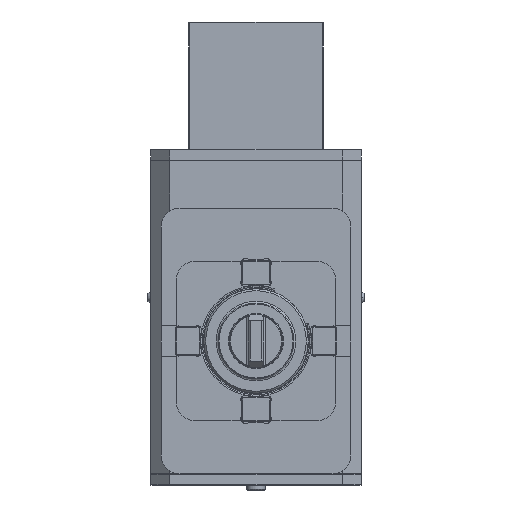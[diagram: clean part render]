
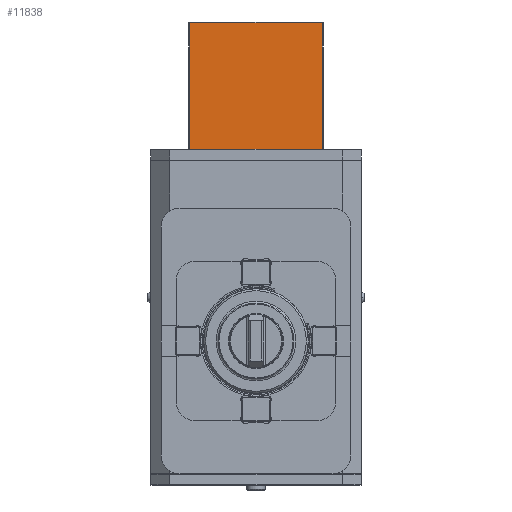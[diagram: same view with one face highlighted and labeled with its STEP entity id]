
A CAD part, front view. The second image highlights one B-rep face of the part: STEP entity #11838.
In plain terms, the highlighted planar face has unit normal (0, -1, 0).
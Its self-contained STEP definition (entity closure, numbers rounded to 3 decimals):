
#1466 = VERTEX_POINT ( 'NONE', #33753 ) ;
#2519 = CARTESIAN_POINT ( 'NONE',  ( 35., 54., 101. ) ) ;
#3965 = VERTEX_POINT ( 'NONE', #34055 ) ;
#5075 = CARTESIAN_POINT ( 'NONE',  ( 35.5, 54., 167.5 ) ) ;
#7727 = CARTESIAN_POINT ( 'NONE',  ( 35., 54., 167.5 ) ) ;
#8126 = DIRECTION ( 'NONE',  ( 1., 0., 0. ) ) ;
#8336 = CARTESIAN_POINT ( 'NONE',  ( 35.5, 54., 101. ) ) ;
#9859 = AXIS2_PLACEMENT_3D ( 'NONE', #31918, #21474, #8126 ) ;
#11067 = FACE_OUTER_BOUND ( 'NONE', #15119, .T. ) ;
#11838 = ADVANCED_FACE ( 'Defeature completata1_386', ( #11067 ), #26177, .F. ) ;
#13322 = DIRECTION ( 'NONE',  ( 0., 0., -1. ) ) ;
#13692 = DIRECTION ( 'NONE',  ( -1., 0., 0. ) ) ;
#14185 = VECTOR ( 'NONE', #21385, 1000. ) ;
#15119 = EDGE_LOOP ( 'NONE', ( #30429, #16831, #28639, #23482 ) ) ;
#16831 = ORIENTED_EDGE ( 'NONE', *, *, #17542, .T. ) ;
#17542 = EDGE_CURVE ( 'NONE', #33677, #33903, #22429, .T. ) ;
#17968 = VECTOR ( 'NONE', #13692, 1000. ) ;
#18322 = LINE ( 'NONE', #18841, #29104 ) ;
#18609 = EDGE_CURVE ( 'NONE', #33677, #1466, #24456, .T. ) ;
#18841 = CARTESIAN_POINT ( 'NONE',  ( -35., 54., 168. ) ) ;
#19760 = EDGE_CURVE ( 'NONE', #33903, #3965, #23317, .T. ) ;
#19802 = DIRECTION ( 'NONE',  ( 0., 0., 1. ) ) ;
#21385 = DIRECTION ( 'NONE',  ( -1., 0., 0. ) ) ;
#21474 = DIRECTION ( 'NONE',  ( 0., 1., 0. ) ) ;
#22429 = LINE ( 'NONE', #33034, #30794 ) ;
#23317 = LINE ( 'NONE', #5075, #14185 ) ;
#23482 = ORIENTED_EDGE ( 'NONE', *, *, #24860, .T. ) ;
#24456 = LINE ( 'NONE', #8336, #17968 ) ;
#24860 = EDGE_CURVE ( 'NONE', #3965, #1466, #18322, .T. ) ;
#26177 = PLANE ( 'NONE',  #9859 ) ;
#28639 = ORIENTED_EDGE ( 'NONE', *, *, #19760, .T. ) ;
#29104 = VECTOR ( 'NONE', #13322, 1000. ) ;
#30429 = ORIENTED_EDGE ( 'NONE', *, *, #18609, .F. ) ;
#30794 = VECTOR ( 'NONE', #19802, 1000. ) ;
#31918 = CARTESIAN_POINT ( 'NONE',  ( 35.5, 54., 168. ) ) ;
#33034 = CARTESIAN_POINT ( 'NONE',  ( 35., 54., 168. ) ) ;
#33677 = VERTEX_POINT ( 'NONE', #2519 ) ;
#33753 = CARTESIAN_POINT ( 'NONE',  ( -35., 54., 101. ) ) ;
#33903 = VERTEX_POINT ( 'NONE', #7727 ) ;
#34055 = CARTESIAN_POINT ( 'NONE',  ( -35., 54., 167.5 ) ) ;
